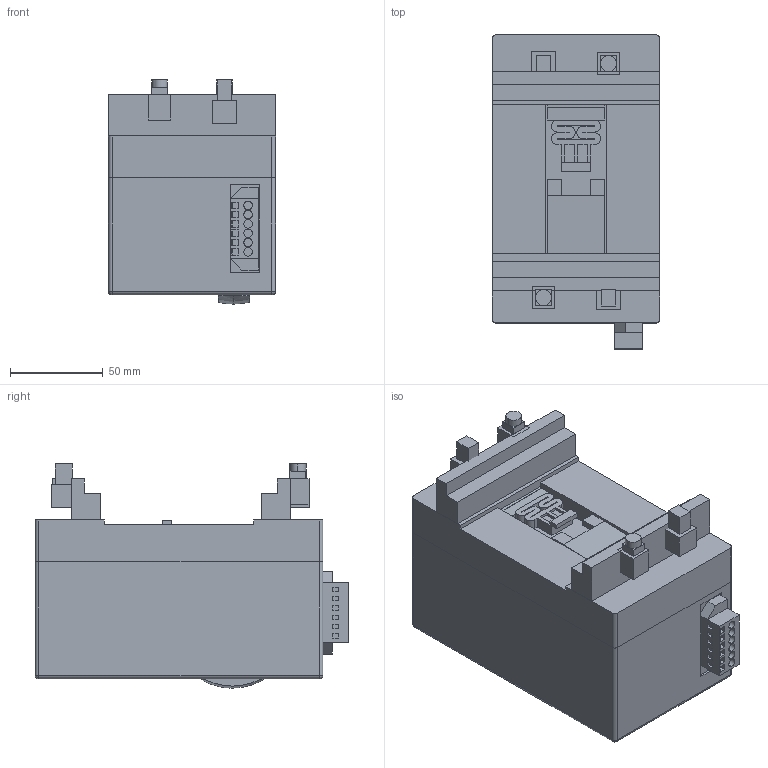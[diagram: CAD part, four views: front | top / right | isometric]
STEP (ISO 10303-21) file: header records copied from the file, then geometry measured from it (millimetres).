
FILE_DESCRIPTION((''),'2;1');
FILE_NAME('MO2S_250_ASM','2021-11-03T',('marketing.praksa'),('Audax d.o.o.'),'CREO PARAMETRIC BY PTC INC, 2017480','CREO PARAMETRIC BY PTC INC, 2017480','');
FILE_SCHEMA(('AUTOMOTIVE_DESIGN { 1 0 10303 214 1 1 1 1 }'));
Length unit declared in the file: millimetre
Products named in the file (23): OPEN_CASCADE_STEP_TRANSLATOR-89; OPEN_CASCADE_STEP_TRANSLATO-594; OPEN_CASCADE_STEP_TRANSLAT-1099; OPEN_CASCADE_STEP_TRANSLA-74180; OPEN_CASCADE_STEP_TRANSLA-79371; OPEN_CASCADE_STEP_TRANSLA-80294; OPEN_CASCADE_STEP_TRANSLA-80643; OPEN_CASCADE_STEP_TRANSLA-80992; OPEN_CASCADE_STEP_TRANSLA-81341; OPEN_CASCADE_STEP_TRANSLA-81457; OPEN_CASCADE_STEP_TRANSLA-81806; OPEN_CASCADE_STEP_TRANSLA-82155; OPEN_CASCADE_STEP_TRANSLA-82504; OPEN_CASCADE_STEP_TRANSLA-82853; OPEN_CASCADE_STEP_TRANSLA-82969; OPEN_CASCADE_STEP_TRANSLA-87047; OPEN_CASCADE_STEP_TRANSLA-83339; OPEN_CASCADE_STEP_TRANSLA-83844; PRT9565; PRT9566; TP; PRT9567; MO2S_250_ASM
Assembly tree (22 placements, depth 2):
  MO2S_250_ASM
    OPEN_CASCADE_STEP_TRANSLATOR-89
    OPEN_CASCADE_STEP_TRANSLATO-594
    OPEN_CASCADE_STEP_TRANSLAT-1099
    OPEN_CASCADE_STEP_TRANSLA-74180
    OPEN_CASCADE_STEP_TRANSLA-79371
    OPEN_CASCADE_STEP_TRANSLA-80294
    OPEN_CASCADE_STEP_TRANSLA-80643
    OPEN_CASCADE_STEP_TRANSLA-80992
    OPEN_CASCADE_STEP_TRANSLA-81341
    OPEN_CASCADE_STEP_TRANSLA-81457
    OPEN_CASCADE_STEP_TRANSLA-81806
    OPEN_CASCADE_STEP_TRANSLA-82155
    OPEN_CASCADE_STEP_TRANSLA-82504
    OPEN_CASCADE_STEP_TRANSLA-82853
    OPEN_CASCADE_STEP_TRANSLA-82969
    OPEN_CASCADE_STEP_TRANSLA-87047
    OPEN_CASCADE_STEP_TRANSLA-83339
    OPEN_CASCADE_STEP_TRANSLA-83844
    PRT9565
    PRT9566
    TP
    PRT9567
Bounding box: 90 x 169 x 120.7 mm (x, y, z)
Volume: 1222066.4 mm3; surface area: 135548.4 mm2
Topology: 24 solids, 24 shells, 550 faces, 1429 edges, 951 vertices
Faces by surface type: plane 457, cylinder 87, sphere 6
Entity records: 26479 total; most frequent: CARTESIAN_POINT 3098, ORIENTED_EDGE 2854, DIRECTION 2802, PRESENTATION_STYLE_ASSIGNMENT 2001, STYLED_ITEM 2001, CURVE_STYLE 1427, EDGE_CURVE 1427, VECTOR 1198
